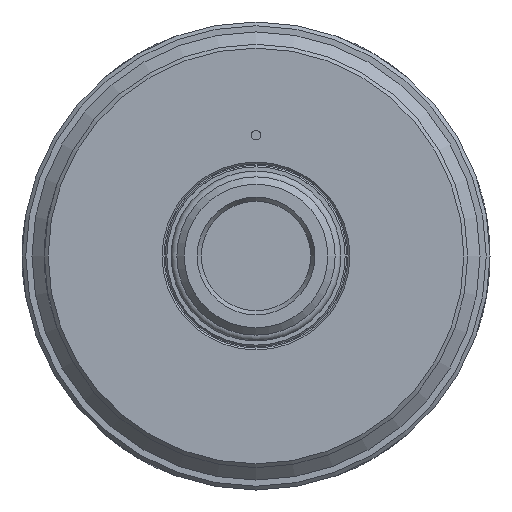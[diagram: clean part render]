
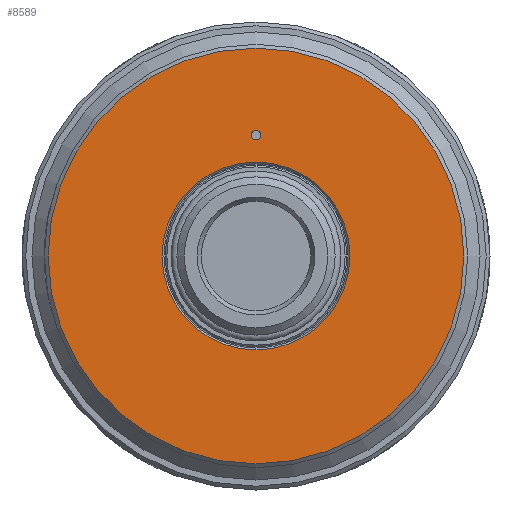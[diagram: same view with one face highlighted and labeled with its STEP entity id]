
A CAD part, left-side view. The second image highlights one B-rep face of the part: STEP entity #8589.
In plain terms, the highlighted planar face has unit normal (-1, 0, 0).
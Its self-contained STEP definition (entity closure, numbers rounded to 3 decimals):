
#255=FACE_BOUND('',#2792,.T.);
#256=FACE_BOUND('',#2793,.T.);
#1858=PLANE('',#9190);
#2281=FACE_OUTER_BOUND('',#2791,.T.);
#2791=EDGE_LOOP('',(#6151));
#2792=EDGE_LOOP('',(#6152,#6153));
#2793=EDGE_LOOP('',(#6154));
#3378=CIRCLE('',#9176,1.);
#3379=CIRCLE('',#9177,1.);
#3384=CIRCLE('',#9184,43.7);
#3388=CIRCLE('',#9191,19.75);
#3784=VERTEX_POINT('',#12492);
#3785=VERTEX_POINT('',#12494);
#3793=VERTEX_POINT('',#12626);
#3797=VERTEX_POINT('',#12639);
#4719=EDGE_CURVE('',#3785,#3784,#3378,.T.);
#4720=EDGE_CURVE('',#3784,#3785,#3379,.T.);
#4729=EDGE_CURVE('',#3793,#3793,#3384,.T.);
#4734=EDGE_CURVE('',#3797,#3797,#3388,.T.);
#6151=ORIENTED_EDGE('',*,*,#4729,.F.);
#6152=ORIENTED_EDGE('',*,*,#4719,.T.);
#6153=ORIENTED_EDGE('',*,*,#4720,.T.);
#6154=ORIENTED_EDGE('',*,*,#4734,.F.);
#8589=ADVANCED_FACE('',(#2281,#255,#256),#1858,.T.);
#9176=AXIS2_PLACEMENT_3D('',#12495,#10058,#10059);
#9177=AXIS2_PLACEMENT_3D('',#12496,#10060,#10061);
#9184=AXIS2_PLACEMENT_3D('',#12628,#10076,#10077);
#9190=AXIS2_PLACEMENT_3D('',#12638,#10089,#10090);
#9191=AXIS2_PLACEMENT_3D('',#12640,#10091,#10092);
#10058=DIRECTION('center_axis',(1.,0.,0.));
#10059=DIRECTION('ref_axis',(0.,-1.,0.));
#10060=DIRECTION('center_axis',(1.,0.,0.));
#10061=DIRECTION('ref_axis',(0.,-1.,0.));
#10076=DIRECTION('center_axis',(1.,0.,0.));
#10077=DIRECTION('ref_axis',(0.,0.,-1.));
#10089=DIRECTION('center_axis',(-1.,0.,0.));
#10090=DIRECTION('ref_axis',(0.,-1.,0.));
#10091=DIRECTION('center_axis',(-1.,0.,0.));
#10092=DIRECTION('ref_axis',(0.,0.,-1.));
#12492=CARTESIAN_POINT('',(-49.6,1.,25.4));
#12494=CARTESIAN_POINT('',(-49.6,-1.,25.4));
#12495=CARTESIAN_POINT('Origin',(-49.6,0.,25.4));
#12496=CARTESIAN_POINT('Origin',(-49.6,0.,25.4));
#12626=CARTESIAN_POINT('',(-49.6,0.,43.7));
#12628=CARTESIAN_POINT('Origin',(-49.6,0.,0.));
#12638=CARTESIAN_POINT('Origin',(-49.6,0.,31.925));
#12639=CARTESIAN_POINT('',(-49.6,0.,19.75));
#12640=CARTESIAN_POINT('Origin',(-49.6,0.,0.));
